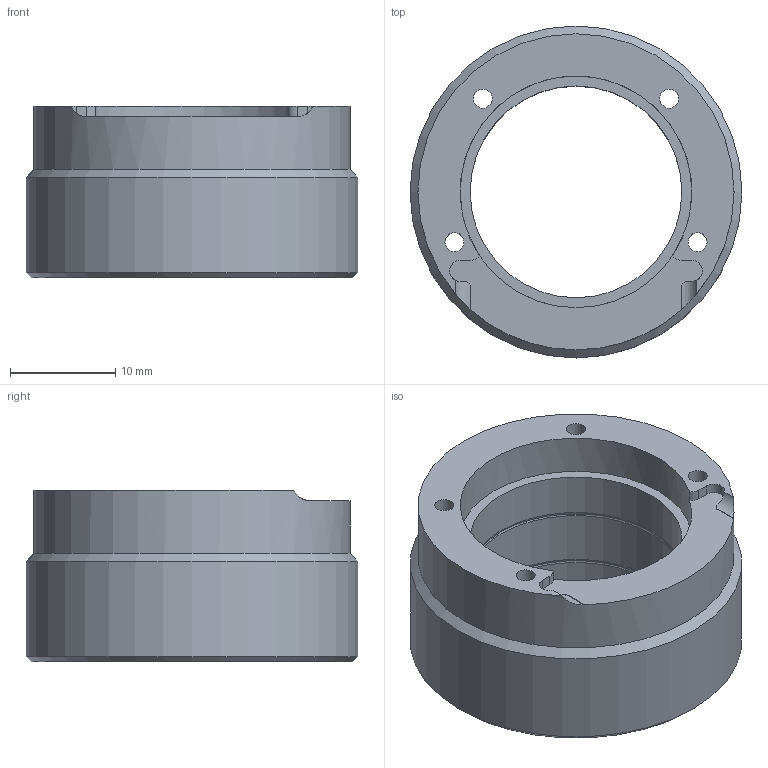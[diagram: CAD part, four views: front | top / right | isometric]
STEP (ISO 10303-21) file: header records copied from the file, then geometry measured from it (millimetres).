
FILE_DESCRIPTION(('HOOPS Exchange Step'),'2;1');
FILE_NAME('temp_export','2023-07-13T17:26:53+02:00',('mobile'),('Shapr3D Limited'),'HOOPS Exchange 2022.2','Shapr3D','Authorized');
FILE_SCHEMA( ('AUTOMOTIVE_DESIGN { 1 0 10303 214 1 1 1 1 }') );
Length unit declared in the file: millimetre
Products named in the file (3): EX-BH-09 TAPA CONECTOR; 0. ROVER-BH_v1-1.stp; root
Assembly tree (2 placements, depth 3):
  root
    0. ROVER-BH_v1-1.stp
      EX-BH-09 TAPA CONECTOR
Bounding box: 31.5 x 31.5 x 16.3 mm (x, y, z)
Volume: 6037 mm3; surface area: 4086.3 mm2
Topology: 1 solids, 1 shells, 50 faces, 137 edges, 90 vertices
Faces by surface type: cylinder 30, plane 9, cone 7, torus 4
Full cylindrical faces by diameter (mm): 1.8 x4, 3.5 x4, 20.1 x3, 22 x1, 30 x1, 31.5 x1
Entity records: 1754 total; most frequent: CARTESIAN_POINT 345, DIRECTION 311, ORIENTED_EDGE 274, EDGE_CURVE 137, AXIS2_PLACEMENT_3D 131, VERTEX_POINT 90, CIRCLE 78, EDGE_LOOP 61
